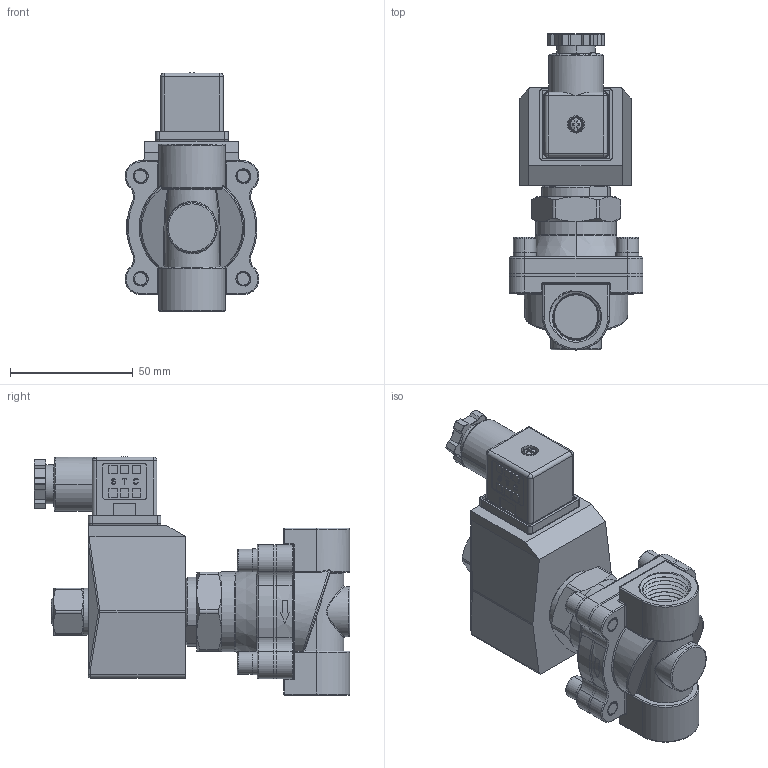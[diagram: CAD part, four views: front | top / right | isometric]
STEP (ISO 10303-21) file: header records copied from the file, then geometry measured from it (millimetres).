
FILE_DESCRIPTION (( 'STEP AP214' ), '1' );
FILE_NAME ('2WO160-1-2.STEP', '2018-11-08T19:53:23', ( '' ), ( '' ), 'SwSTEP 2.0', 'SolidWorks 2016', '' );
FILE_SCHEMA (( 'AUTOMOTIVE_DESIGN' ));
Length unit declared in the file: millimetre
Products named in the file (1): 2WO160-1-2
Bounding box: 54.48 x 128.51 x 97.05 mm (x, y, z)
Volume: 220068.7 mm3; surface area: 79154.2 mm2
Topology: 25 solids, 25 shells, 1618 faces, 4407 edges, 2878 vertices
Faces by surface type: cylinder 676, plane 640, cone 101, bspline 101, torus 71, sphere 29
Entity records: 116852 total; most frequent: CARTESIAN_POINT 60845, ORIENTED_EDGE 8786, DIRECTION 6737, EDGE_CURVE 4393, VERTEX_POINT 2878, AXIS2_PLACEMENT_3D 2257, LINE 2223, VECTOR 2223
